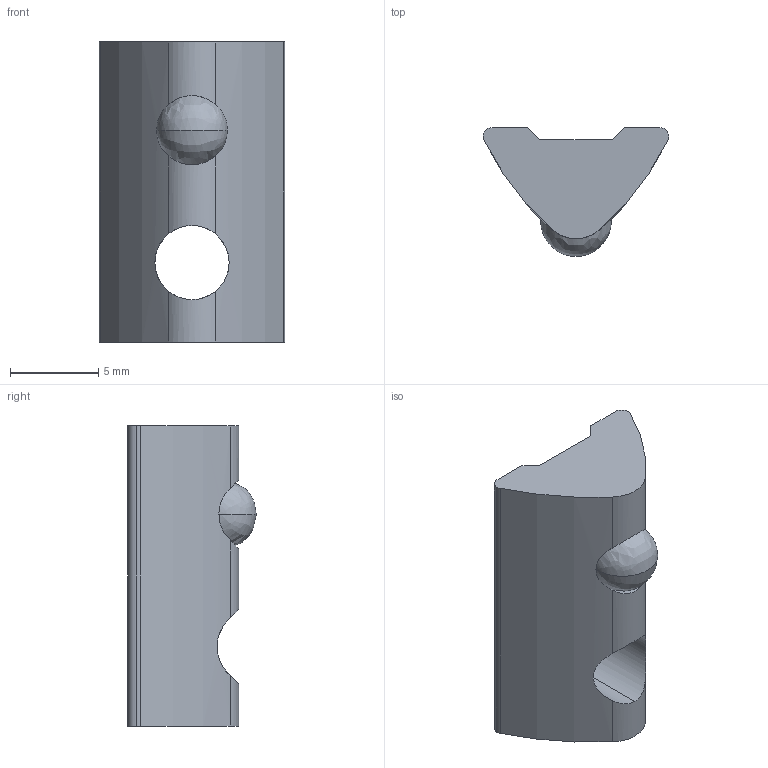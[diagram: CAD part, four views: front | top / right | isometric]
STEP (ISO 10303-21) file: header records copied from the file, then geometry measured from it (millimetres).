
FILE_DESCRIPTION (( 'STEP AP214' ), '1' );
FILE_NAME ('7216020', '2019-02-04T09:53:15', ( '' ), ('JUGARD+KÜNSTNER GmbH'), 'SwSTEP 2.0', 'SolidWorks 2017', '' );
FILE_SCHEMA (( 'AUTOMOTIVE_DESIGN' ));
Length unit declared in the file: millimetre
Products named in the file (1): 7216020_CNAJF00
Bounding box: 10.5 x 7.3 x 17 mm (x, y, z)
Volume: 655 mm3; surface area: 672.4 mm2
Topology: 2 solids, 2 shells, 28 faces, 84 edges, 54 vertices
Faces by surface type: cylinder 15, plane 9, bspline 4
Entity records: 1165 total; most frequent: CARTESIAN_POINT 386, ORIENTED_EDGE 160, DIRECTION 140, EDGE_CURVE 80, VERTEX_POINT 54, AXIS2_PLACEMENT_3D 54, LINE 32, VECTOR 32
